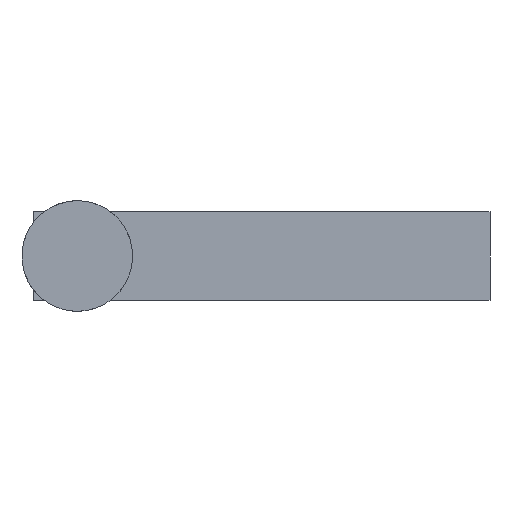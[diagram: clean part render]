
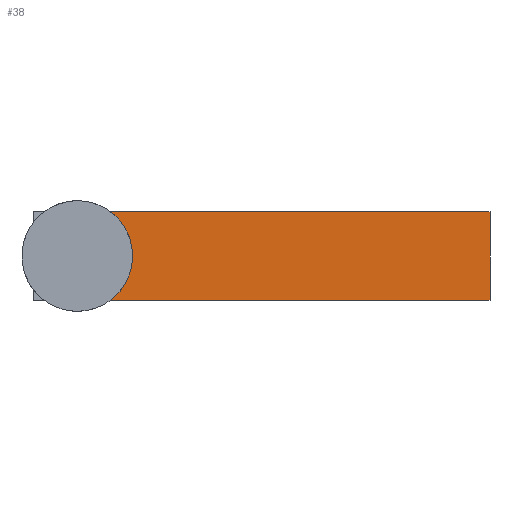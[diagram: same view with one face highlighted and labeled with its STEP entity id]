
A CAD part, front view. The second image highlights one B-rep face of the part: STEP entity #38.
In plain terms, the highlighted planar face has unit normal (0, -1, 0).
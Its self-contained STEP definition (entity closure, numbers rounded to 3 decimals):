
#38=ADVANCED_FACE('',(#63),#353,.T.);
#63=FACE_OUTER_BOUND('',#91,.T.);
#91=EDGE_LOOP('',(#183,#184,#185,#186));
#183=ORIENTED_EDGE('',*,*,#221,.F.);
#184=ORIENTED_EDGE('',*,*,#217,.F.);
#185=ORIENTED_EDGE('',*,*,#219,.T.);
#186=ORIENTED_EDGE('',*,*,#241,.F.);
#217=EDGE_CURVE('',#321,#322,#262,.T.);
#219=EDGE_CURVE('',#321,#334,#264,.T.);
#221=EDGE_CURVE('',#322,#333,#266,.T.);
#241=EDGE_CURVE('',#333,#334,#301,.T.);
#262=B_SPLINE_CURVE_WITH_KNOTS('',1,(#609,#610),.UNSPECIFIED.,.F.,.F.,(2,
2),(0.,12.),.UNSPECIFIED.);
#264=B_SPLINE_CURVE_WITH_KNOTS('',1,(#613,#614),.UNSPECIFIED.,.F.,.F.,(2,
2),(67.,118.5),.UNSPECIFIED.);
#266=B_SPLINE_CURVE_WITH_KNOTS('',1,(#617,#618),.UNSPECIFIED.,.F.,.F.,(2,
2),(67.,118.5),.UNSPECIFIED.);
#301=(
BOUNDED_CURVE()
B_SPLINE_CURVE(2,(#664,#665,#666,#667,#668),.UNSPECIFIED.,.F.,.F.)
B_SPLINE_CURVE_WITH_KNOTS((3,2,3),(0.881,11.781,14.836),
 .UNSPECIFIED.)
CURVE()
GEOMETRIC_REPRESENTATION_ITEM()
RATIONAL_B_SPLINE_CURVE((1.,0.744,1.,0.981,1.))
REPRESENTATION_ITEM('')
);
#321=VERTEX_POINT('',#541);
#322=VERTEX_POINT('',#542);
#333=VERTEX_POINT('',#553);
#334=VERTEX_POINT('',#554);
#353=PLANE('',#458);
#458=AXIS2_PLACEMENT_3D('',#510,#484,$);
#484=DIRECTION('',(0.,-1.,0.));
#510=CARTESIAN_POINT('',(2504.543,-270.704,47.712));
#541=CARTESIAN_POINT('',(2504.543,-270.704,47.712));
#542=CARTESIAN_POINT('',(2504.543,-270.704,35.712));
#553=CARTESIAN_POINT('',(2453.043,-270.704,35.712));
#554=CARTESIAN_POINT('',(2453.043,-270.704,47.712));
#609=CARTESIAN_POINT('',(2504.543,-270.704,47.712));
#610=CARTESIAN_POINT('',(2504.543,-270.704,35.712));
#613=CARTESIAN_POINT('',(2504.543,-270.704,47.712));
#614=CARTESIAN_POINT('',(2453.043,-270.704,47.712));
#617=CARTESIAN_POINT('',(2504.543,-270.704,35.712));
#618=CARTESIAN_POINT('',(2453.043,-270.704,35.712));
#664=CARTESIAN_POINT('',(2453.043,-270.704,35.712));
#665=CARTESIAN_POINT('',(2458.428,-270.704,39.75));
#666=CARTESIAN_POINT('',(2454.993,-270.704,45.539));
#667=CARTESIAN_POINT('',(2454.234,-270.704,46.819));
#668=CARTESIAN_POINT('',(2453.043,-270.704,47.712));
